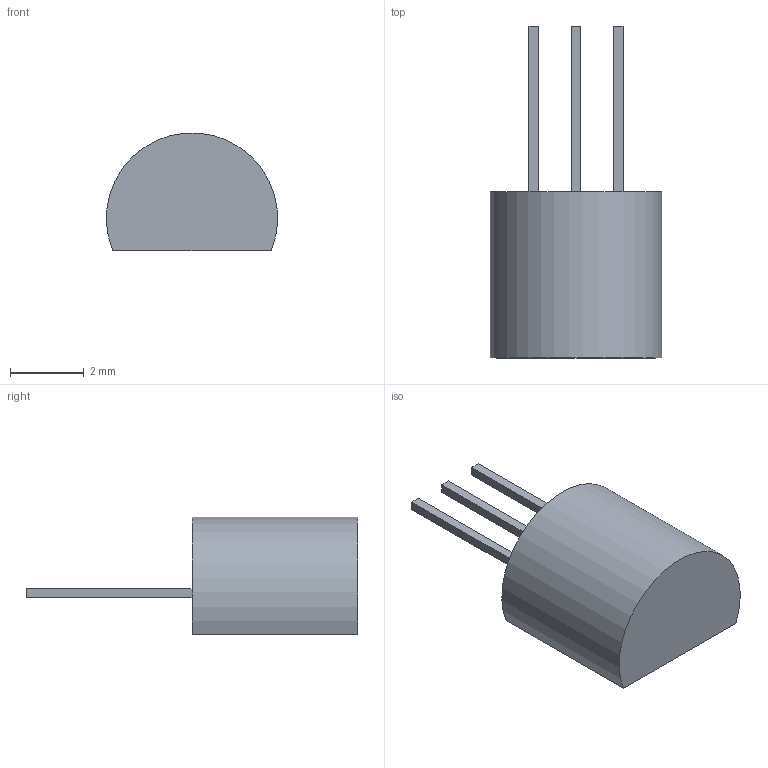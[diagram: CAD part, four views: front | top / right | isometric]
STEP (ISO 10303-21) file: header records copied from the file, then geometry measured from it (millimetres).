
FILE_DESCRIPTION (( 'STEP AP214' ), '1' );
FILE_NAME ('TO-92_Short_PIn.STEP', '2021-08-03T17:21:06', ( '' ), ( '' ), 'SwSTEP 2.0', 'SolidWorks 2021', '' );
FILE_SCHEMA (( 'AUTOMOTIVE_DESIGN' ));
Length unit declared in the file: millimetre
Products named in the file (1): TO-92_Short_PIn
Bounding box: 4.64 x 9 x 3.19 mm (x, y, z)
Volume: 56.7 mm3; surface area: 100.6 mm2
Topology: 1 solids, 1 shells, 74 faces, 186 edges, 124 vertices
Faces by surface type: plane 42, bspline 31, cylinder 1
Entity records: 4058 total; most frequent: CARTESIAN_POINT 2256, ORIENTED_EDGE 372, DIRECTION 214, EDGE_CURVE 186, VERTEX_POINT 124, LINE 122, VECTOR 122, EDGE_LOOP 84
